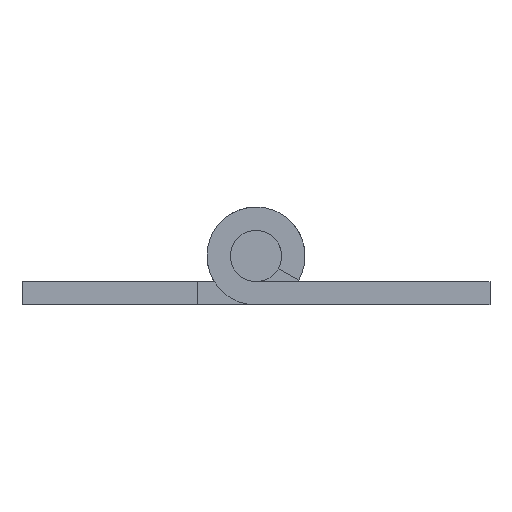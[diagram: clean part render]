
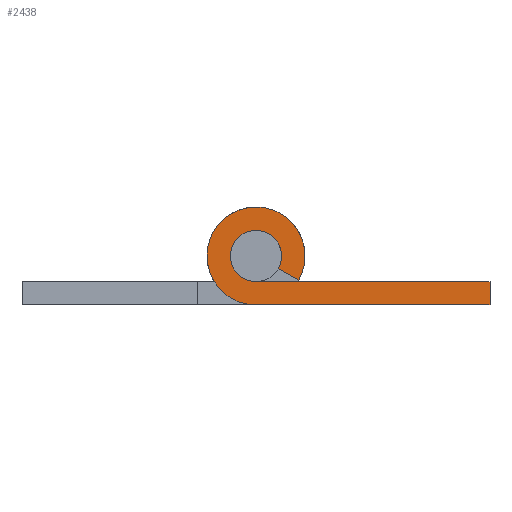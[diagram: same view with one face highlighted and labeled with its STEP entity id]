
A CAD part, front view. The second image highlights one B-rep face of the part: STEP entity #2438.
In plain terms, the highlighted planar face has unit normal (0, -1, 0).
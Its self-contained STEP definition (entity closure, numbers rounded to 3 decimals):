
#139 = EDGE_CURVE ( 'NONE', #3784, #4809, #4244, .T. ) ;
#169 = CARTESIAN_POINT ( 'NONE',  ( 1.523, -19.2, -0.862 ) ) ;
#182 = DIRECTION ( 'NONE',  ( 0.87, 0., -0.493 ) ) ;
#215 = ORIENTED_EDGE ( 'NONE', *, *, #4337, .T. ) ;
#281 = ORIENTED_EDGE ( 'NONE', *, *, #722, .T. ) ;
#377 = ORIENTED_EDGE ( 'NONE', *, *, #1160, .T. ) ;
#441 = VERTEX_POINT ( 'NONE', #3113 ) ;
#461 = CIRCLE ( 'NONE', #3621, 1.75 ) ;
#512 = VERTEX_POINT ( 'NONE', #2426 ) ;
#569 = LINE ( 'NONE', #3167, #3875 ) ;
#639 = LINE ( 'NONE', #3405, #3707 ) ;
#695 = DIRECTION ( 'NONE',  ( 0., 1., 0. ) ) ;
#722 = EDGE_CURVE ( 'NONE', #1851, #441, #569, .T. ) ;
#753 = LINE ( 'NONE', #4785, #2904 ) ;
#1032 = CARTESIAN_POINT ( 'NONE',  ( 0., -19.2, -1.75 ) ) ;
#1160 = EDGE_CURVE ( 'NONE', #441, #512, #639, .T. ) ;
#1213 = CARTESIAN_POINT ( 'NONE',  ( 1.523, -19.2, -0.862 ) ) ;
#1373 = ORIENTED_EDGE ( 'NONE', *, *, #4228, .T. ) ;
#1519 = CIRCLE ( 'NONE', #4898, 3.35 ) ;
#1609 = CARTESIAN_POINT ( 'NONE',  ( 2.915, -19.2, -1.65 ) ) ;
#1851 = VERTEX_POINT ( 'NONE', #3548 ) ;
#1884 = CARTESIAN_POINT ( 'NONE',  ( 0., -19.2, 0. ) ) ;
#1899 = ORIENTED_EDGE ( 'NONE', *, *, #139, .T. ) ;
#2297 = DIRECTION ( 'NONE',  ( 0., 0., -1. ) ) ;
#2426 = CARTESIAN_POINT ( 'NONE',  ( 16., -19.2, -1.75 ) ) ;
#2438 = ADVANCED_FACE ( 'NONE', ( #2638 ), #2536, .T. ) ;
#2445 = CARTESIAN_POINT ( 'NONE',  ( 0., -19.2, 0. ) ) ;
#2469 = DIRECTION ( 'NONE',  ( -1., 0., 0. ) ) ;
#2488 = DIRECTION ( 'NONE',  ( 0., -1., 0. ) ) ;
#2536 = PLANE ( 'NONE',  #3670 ) ;
#2638 = FACE_OUTER_BOUND ( 'NONE', #4229, .T. ) ;
#2831 = DIRECTION ( 'NONE',  ( 0., 0., -1. ) ) ;
#2904 = VECTOR ( 'NONE', #2469, 1000. ) ;
#3113 = CARTESIAN_POINT ( 'NONE',  ( 16., -19.2, -3.35 ) ) ;
#3119 = CARTESIAN_POINT ( 'NONE',  ( 0., -19.2, 0. ) ) ;
#3167 = CARTESIAN_POINT ( 'NONE',  ( 0., -19.2, -3.35 ) ) ;
#3240 = VECTOR ( 'NONE', #182, 1000. ) ;
#3285 = DIRECTION ( 'NONE',  ( 1., 0., 0. ) ) ;
#3363 = EDGE_CURVE ( 'NONE', #4809, #1851, #1519, .T. ) ;
#3405 = CARTESIAN_POINT ( 'NONE',  ( 16., -19.2, -3.35 ) ) ;
#3500 = DIRECTION ( 'NONE',  ( 0., 0., -1. ) ) ;
#3548 = CARTESIAN_POINT ( 'NONE',  ( 0., -19.2, -3.35 ) ) ;
#3621 = AXIS2_PLACEMENT_3D ( 'NONE', #3119, #695, #3500 ) ;
#3670 = AXIS2_PLACEMENT_3D ( 'NONE', #2445, #2488, #2831 ) ;
#3707 = VECTOR ( 'NONE', #4524, 1000. ) ;
#3784 = VERTEX_POINT ( 'NONE', #1213 ) ;
#3875 = VECTOR ( 'NONE', #3285, 1000. ) ;
#4228 = EDGE_CURVE ( 'NONE', #4648, #3784, #461, .T. ) ;
#4229 = EDGE_LOOP ( 'NONE', ( #377, #215, #1373, #1899, #4655, #281 ) ) ;
#4244 = LINE ( 'NONE', #169, #3240 ) ;
#4337 = EDGE_CURVE ( 'NONE', #512, #4648, #753, .T. ) ;
#4524 = DIRECTION ( 'NONE',  ( 0., 0., 1. ) ) ;
#4639 = DIRECTION ( 'NONE',  ( 0., -1., 0. ) ) ;
#4648 = VERTEX_POINT ( 'NONE', #1032 ) ;
#4655 = ORIENTED_EDGE ( 'NONE', *, *, #3363, .T. ) ;
#4785 = CARTESIAN_POINT ( 'NONE',  ( 16., -19.2, -1.75 ) ) ;
#4809 = VERTEX_POINT ( 'NONE', #1609 ) ;
#4898 = AXIS2_PLACEMENT_3D ( 'NONE', #1884, #4639, #2297 ) ;
